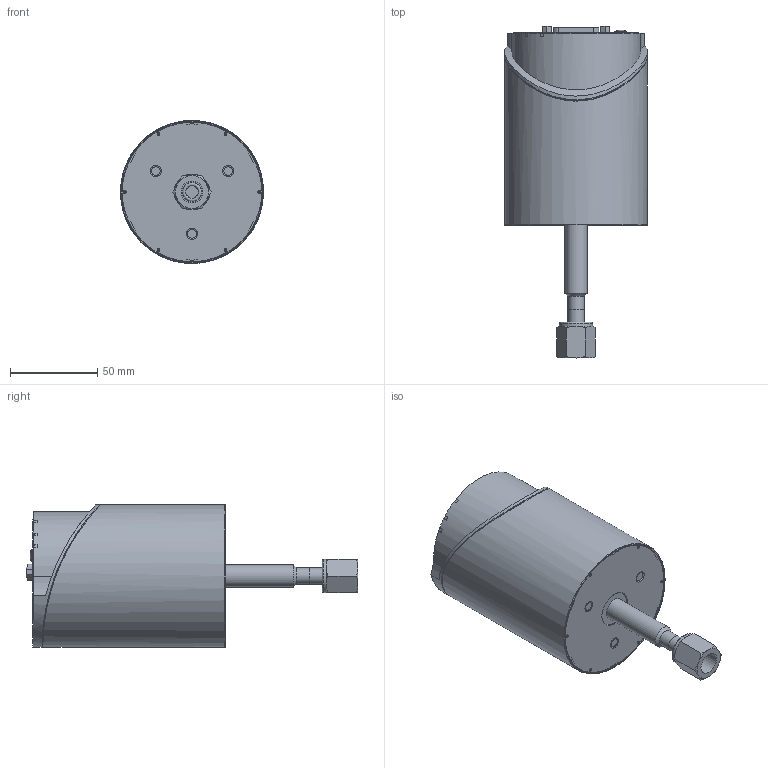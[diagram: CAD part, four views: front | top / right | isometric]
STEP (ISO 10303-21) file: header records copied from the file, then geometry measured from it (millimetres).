
FILE_DESCRIPTION(/* description */ (''),/* implementation_level */ '2;1');
FILE_NAME(/* name */ 'MCDG100D_4-VCR female.stp',/* time_stamp */ '2023-01-31T13:19:38+01:00',/* author */ ('cons002'),/* organization */ (''),/* preprocessor_version */ 'ST-DEVELOPER v18.1',/* originating_system */ 'Autodesk Inventor 2021',/* authorisation */ '');
FILE_SCHEMA (('AUTOMOTIVE_DESIGN { 1 0 10303 214 3 1 1 }'));
Length unit declared in the file: millimetre
Products named in the file (1): MCDG100D_4-VCR female2
Bounding box: 82 x 190.45 x 82 mm (x, y, z)
Volume: 575405.8 mm3; surface area: 49839.6 mm2
Topology: 1 solids, 7 shells, 506 faces, 1275 edges, 801 vertices
Faces by surface type: plane 233, cylinder 172, bspline 33, sphere 27, cone 23, torus 18
Full cylindrical faces by diameter (mm): 1 x15, 1.5 x2, 2.156 x2, 2.5 x1, 2.845 x2, 3.2 x2, 4.5 x1, 6.4 x1, 7 x1, 7.9 x1, 9.5 x1, 9.525 x1, 9.9 x1, 10.2 x1, 11.3 x1, 12.6 x1, 12.7 x1, 19 x1, 82 x2
Entity records: 18756 total; most frequent: CARTESIAN_POINT 5888, DIRECTION 2596, ORIENTED_EDGE 2514, EDGE_CURVE 1257, AXIS2_PLACEMENT_3D 955, VERTEX_POINT 801, LINE 686, VECTOR 686
